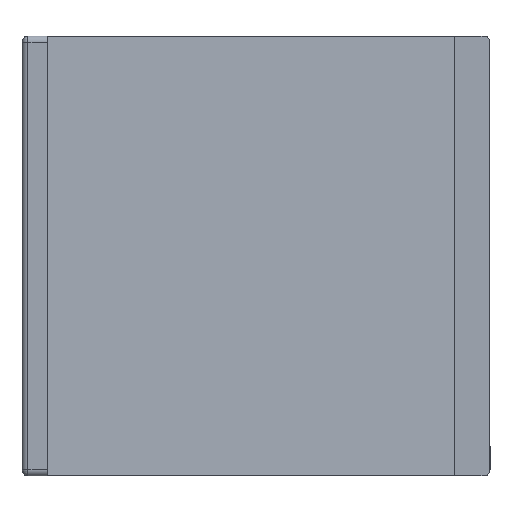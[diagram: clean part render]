
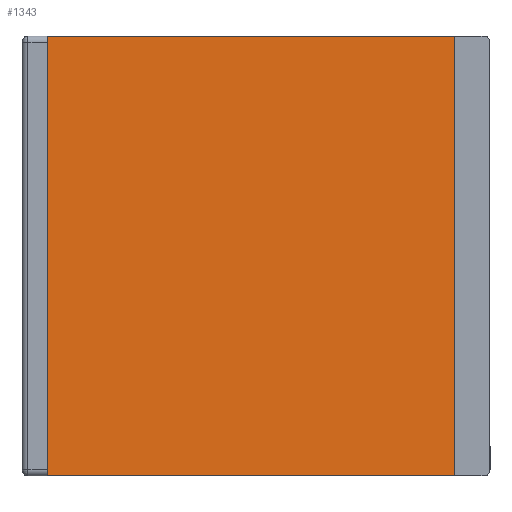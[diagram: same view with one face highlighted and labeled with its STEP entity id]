
A CAD part, front view. The second image highlights one B-rep face of the part: STEP entity #1343.
In plain terms, the highlighted face is planar.
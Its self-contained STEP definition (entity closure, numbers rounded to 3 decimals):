
#735=ORIENTED_EDGE('',*,*,#979,.F.);
#736=ORIENTED_EDGE('',*,*,#980,.F.);
#737=ORIENTED_EDGE('',*,*,#981,.T.);
#738=ORIENTED_EDGE('',*,*,#982,.F.);
#867=VECTOR('',#1111,1.);
#868=VECTOR('',#1112,1.);
#869=VECTOR('',#1113,1.);
#870=VECTOR('',#1114,1.);
#905=LINE('',#1381,#867);
#906=LINE('',#1383,#868);
#907=LINE('',#1385,#869);
#908=LINE('',#1386,#870);
#943=VERTEX_POINT('',#1379);
#944=VERTEX_POINT('',#1380);
#945=VERTEX_POINT('',#1382);
#946=VERTEX_POINT('',#1384);
#979=EDGE_CURVE('',#943,#944,#905,.T.);
#980=EDGE_CURVE('',#945,#943,#906,.T.);
#981=EDGE_CURVE('',#945,#946,#907,.T.);
#982=EDGE_CURVE('',#944,#946,#908,.T.);
#1045=EDGE_LOOP('',(#735,#736,#737,#738));
#1077=FACE_BOUND('',#1045,.T.);
#1109=DIRECTION('',(0.,-1.,0.));
#1110=DIRECTION('',(-1.,0.,0.));
#1111=DIRECTION('',(0.,0.,74.));
#1112=DIRECTION('',(-96.874,0.,0.));
#1113=DIRECTION('',(0.,0.,74.));
#1114=DIRECTION('',(96.874,0.,0.));
#1271=AXIS2_PLACEMENT_3D('',#1378,#1109,#1110);
#1333=PLANE('',#1271);
#1343=ADVANCED_FACE('',(#1077),#1333,.T.);
#1378=CARTESIAN_POINT('',(96.874,0.,0.));
#1379=CARTESIAN_POINT('',(0.,0.,-74.));
#1380=CARTESIAN_POINT('',(0.,0.,0.));
#1381=CARTESIAN_POINT('',(0.,0.,-74.));
#1382=CARTESIAN_POINT('',(96.874,0.,-74.));
#1383=CARTESIAN_POINT('',(96.874,0.,-74.));
#1384=CARTESIAN_POINT('',(96.874,0.,0.));
#1385=CARTESIAN_POINT('',(96.874,0.,-74.));
#1386=CARTESIAN_POINT('',(0.,0.,0.));
